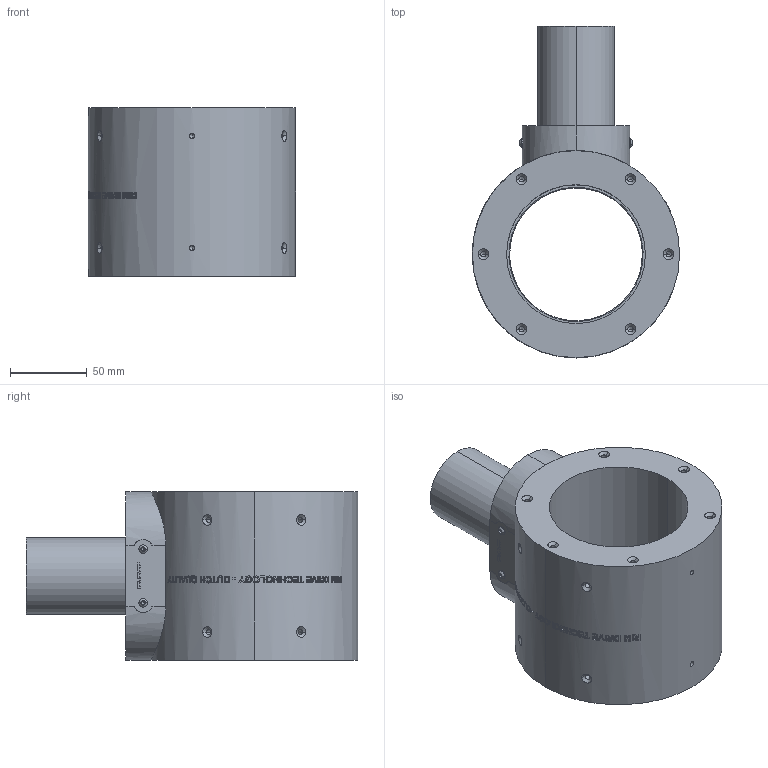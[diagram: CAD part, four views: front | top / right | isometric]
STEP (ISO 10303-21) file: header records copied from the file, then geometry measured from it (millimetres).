
FILE_DESCRIPTION (( 'STEP AP214' ), '1' );
FILE_NAME ('P-086-030-rev-B-ST.STEP', '2021-11-25T12:46:28', ( '' ), ( '' ), 'SwSTEP 2.0', 'SolidWorks 2021', '' );
FILE_SCHEMA (( 'AUTOMOTIVE_DESIGN' ));
Length unit declared in the file: millimetre
Products named in the file (1): P-086-030-rev-B-ST
Bounding box: 135 x 216.22 x 110.06 mm (x, y, z)
Volume: 1115191.3 mm3; surface area: 119674.8 mm2
Topology: 1 solids, 1 shells, 679 faces, 1734 edges, 1090 vertices
Faces by surface type: bspline 336, cylinder 124, plane 115, cone 96, sphere 8
Entity records: 44644 total; most frequent: CARTESIAN_POINT 29481, ORIENTED_EDGE 3364, EDGE_CURVE 1682, DIRECTION 1540, VERTEX_POINT 1090, B_SPLINE_CURVE_WITH_KNOTS 1063, EDGE_LOOP 766, FACE_OUTER_BOUND 679
